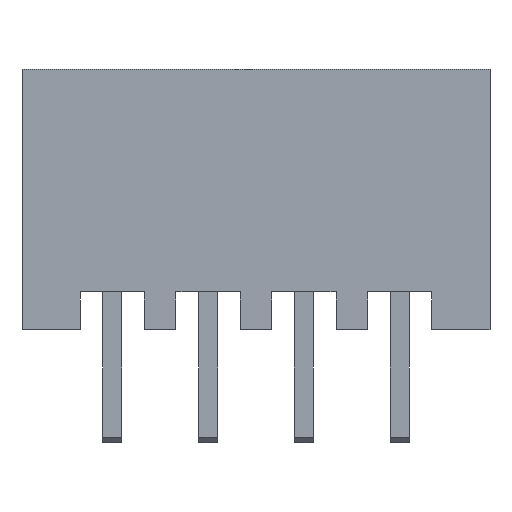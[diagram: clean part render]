
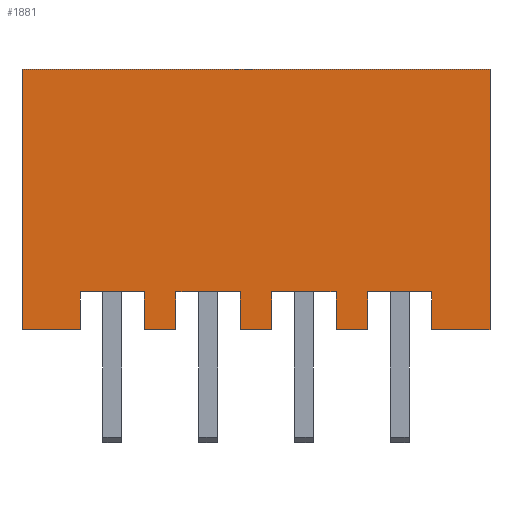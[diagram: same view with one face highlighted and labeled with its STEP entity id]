
A CAD part, left-side view. The second image highlights one B-rep face of the part: STEP entity #1881.
In plain terms, the highlighted planar face has unit normal (-1, 0, 0).
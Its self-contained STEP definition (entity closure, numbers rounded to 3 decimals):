
#123=FACE_OUTER_BOUND('',#223,.T.);
#223=EDGE_LOOP('',(#1645,#1646,#1647,#1648,#1649,#1650,#1651,#1652,#1653,
#1654,#1655,#1656,#1657,#1658,#1659,#1660,#1661,#1662,#1663,#1664));
#328=LINE('',#2657,#586);
#334=LINE('',#2669,#592);
#336=LINE('',#2672,#594);
#342=LINE('',#2686,#600);
#348=LINE('',#2698,#606);
#350=LINE('',#2701,#608);
#356=LINE('',#2715,#614);
#362=LINE('',#2727,#620);
#364=LINE('',#2730,#622);
#372=LINE('',#2747,#630);
#374=LINE('',#2753,#632);
#377=LINE('',#2758,#635);
#403=LINE('',#2810,#661);
#408=LINE('',#2819,#666);
#409=LINE('',#2821,#667);
#411=LINE('',#2824,#669);
#414=LINE('',#2828,#672);
#473=LINE('',#2946,#731);
#487=LINE('',#2973,#745);
#488=LINE('',#2974,#746);
#586=VECTOR('',#2180,10.);
#592=VECTOR('',#2188,10.);
#594=VECTOR('',#2192,10.);
#600=VECTOR('',#2200,10.);
#606=VECTOR('',#2208,10.);
#608=VECTOR('',#2212,10.);
#614=VECTOR('',#2220,10.);
#620=VECTOR('',#2228,10.);
#622=VECTOR('',#2232,10.);
#630=VECTOR('',#2242,10.);
#632=VECTOR('',#2246,10.);
#635=VECTOR('',#2251,10.);
#661=VECTOR('',#2295,10.);
#666=VECTOR('',#2302,10.);
#667=VECTOR('',#2305,10.);
#669=VECTOR('',#2309,10.);
#672=VECTOR('',#2314,10.);
#731=VECTOR('',#2411,10.);
#745=VECTOR('',#2443,10.);
#746=VECTOR('',#2444,10.);
#811=VERTEX_POINT('',#2653);
#813=VERTEX_POINT('',#2656);
#816=VERTEX_POINT('',#2663);
#818=VERTEX_POINT('',#2667);
#823=VERTEX_POINT('',#2682);
#825=VERTEX_POINT('',#2685);
#828=VERTEX_POINT('',#2692);
#830=VERTEX_POINT('',#2696);
#835=VERTEX_POINT('',#2711);
#837=VERTEX_POINT('',#2714);
#840=VERTEX_POINT('',#2721);
#842=VERTEX_POINT('',#2725);
#848=VERTEX_POINT('',#2741);
#850=VERTEX_POINT('',#2745);
#851=VERTEX_POINT('',#2749);
#853=VERTEX_POINT('',#2752);
#871=VERTEX_POINT('',#2809);
#874=VERTEX_POINT('',#2817);
#913=VERTEX_POINT('',#2943);
#914=VERTEX_POINT('',#2945);
#1016=EDGE_CURVE('',#813,#811,#328,.T.);
#1022=EDGE_CURVE('',#816,#818,#334,.T.);
#1024=EDGE_CURVE('',#818,#813,#336,.T.);
#1030=EDGE_CURVE('',#825,#823,#342,.T.);
#1036=EDGE_CURVE('',#828,#830,#348,.T.);
#1038=EDGE_CURVE('',#830,#825,#350,.T.);
#1044=EDGE_CURVE('',#837,#835,#356,.T.);
#1050=EDGE_CURVE('',#840,#842,#362,.T.);
#1052=EDGE_CURVE('',#842,#837,#364,.T.);
#1060=EDGE_CURVE('',#848,#850,#372,.T.);
#1062=EDGE_CURVE('',#853,#851,#374,.T.);
#1065=EDGE_CURVE('',#850,#853,#377,.T.);
#1091=EDGE_CURVE('',#848,#871,#403,.T.);
#1096=EDGE_CURVE('',#874,#835,#408,.T.);
#1097=EDGE_CURVE('',#828,#851,#409,.T.);
#1099=EDGE_CURVE('',#816,#823,#411,.T.);
#1102=EDGE_CURVE('',#840,#811,#414,.T.);
#1161=EDGE_CURVE('',#913,#914,#473,.T.);
#1175=EDGE_CURVE('',#874,#914,#487,.T.);
#1176=EDGE_CURVE('',#871,#913,#488,.T.);
#1645=ORIENTED_EDGE('',*,*,#1016,.T.);
#1646=ORIENTED_EDGE('',*,*,#1102,.F.);
#1647=ORIENTED_EDGE('',*,*,#1050,.T.);
#1648=ORIENTED_EDGE('',*,*,#1052,.T.);
#1649=ORIENTED_EDGE('',*,*,#1044,.T.);
#1650=ORIENTED_EDGE('',*,*,#1096,.F.);
#1651=ORIENTED_EDGE('',*,*,#1175,.T.);
#1652=ORIENTED_EDGE('',*,*,#1161,.F.);
#1653=ORIENTED_EDGE('',*,*,#1176,.F.);
#1654=ORIENTED_EDGE('',*,*,#1091,.F.);
#1655=ORIENTED_EDGE('',*,*,#1060,.T.);
#1656=ORIENTED_EDGE('',*,*,#1065,.T.);
#1657=ORIENTED_EDGE('',*,*,#1062,.T.);
#1658=ORIENTED_EDGE('',*,*,#1097,.F.);
#1659=ORIENTED_EDGE('',*,*,#1036,.T.);
#1660=ORIENTED_EDGE('',*,*,#1038,.T.);
#1661=ORIENTED_EDGE('',*,*,#1030,.T.);
#1662=ORIENTED_EDGE('',*,*,#1099,.F.);
#1663=ORIENTED_EDGE('',*,*,#1022,.T.);
#1664=ORIENTED_EDGE('',*,*,#1024,.T.);
#1785=PLANE('',#1995);
#1881=ADVANCED_FACE('',(#123),#1785,.T.);
#1995=AXIS2_PLACEMENT_3D('',#2972,#2441,#2442);
#2180=DIRECTION('',(0.,0.,-1.));
#2188=DIRECTION('',(0.,0.,1.));
#2192=DIRECTION('',(0.,-1.,0.));
#2200=DIRECTION('',(0.,0.,-1.));
#2208=DIRECTION('',(0.,0.,1.));
#2212=DIRECTION('',(0.,-1.,0.));
#2220=DIRECTION('',(0.,0.,-1.));
#2228=DIRECTION('',(0.,0.,1.));
#2232=DIRECTION('',(0.,-1.,0.));
#2242=DIRECTION('',(0.,0.,1.));
#2246=DIRECTION('',(0.,0.,-1.));
#2251=DIRECTION('',(0.,-1.,0.));
#2295=DIRECTION('',(0.,1.,0.));
#2302=DIRECTION('',(0.,1.,0.));
#2305=DIRECTION('',(0.,1.,0.));
#2309=DIRECTION('',(0.,1.,0.));
#2314=DIRECTION('',(0.,1.,0.));
#2411=DIRECTION('',(0.,-1.,0.));
#2441=DIRECTION('center_axis',(-1.,0.,0.));
#2442=DIRECTION('ref_axis',(0.,-1.,0.));
#2443=DIRECTION('',(0.,0.,1.));
#2444=DIRECTION('',(0.,0.,1.));
#2653=CARTESIAN_POINT('',(-2.5,-2.12,0.));
#2656=CARTESIAN_POINT('',(-2.5,-2.12,1.));
#2657=CARTESIAN_POINT('',(-2.5,-2.12,0.));
#2663=CARTESIAN_POINT('',(-2.5,-0.42,0.));
#2667=CARTESIAN_POINT('',(-2.5,-0.42,1.));
#2669=CARTESIAN_POINT('',(-2.5,-0.42,0.));
#2672=CARTESIAN_POINT('',(-2.5,2.465,1.));
#2682=CARTESIAN_POINT('',(-2.5,0.42,0.));
#2685=CARTESIAN_POINT('',(-2.5,0.42,1.));
#2686=CARTESIAN_POINT('',(-2.5,0.42,0.));
#2692=CARTESIAN_POINT('',(-2.5,2.12,0.));
#2696=CARTESIAN_POINT('',(-2.5,2.12,1.));
#2698=CARTESIAN_POINT('',(-2.5,2.12,0.));
#2701=CARTESIAN_POINT('',(-2.5,3.735,1.));
#2711=CARTESIAN_POINT('',(-2.5,-4.66,0.));
#2714=CARTESIAN_POINT('',(-2.5,-4.66,1.));
#2715=CARTESIAN_POINT('',(-2.5,-4.66,0.));
#2721=CARTESIAN_POINT('',(-2.5,-2.96,0.));
#2725=CARTESIAN_POINT('',(-2.5,-2.96,1.));
#2727=CARTESIAN_POINT('',(-2.5,-2.96,0.));
#2730=CARTESIAN_POINT('',(-2.5,1.195,1.));
#2741=CARTESIAN_POINT('',(-2.5,4.66,0.));
#2745=CARTESIAN_POINT('',(-2.5,4.66,1.));
#2747=CARTESIAN_POINT('',(-2.5,4.66,0.));
#2749=CARTESIAN_POINT('',(-2.5,2.96,0.));
#2752=CARTESIAN_POINT('',(-2.5,2.96,1.));
#2753=CARTESIAN_POINT('',(-2.5,2.96,0.));
#2758=CARTESIAN_POINT('',(-2.5,5.005,1.));
#2809=CARTESIAN_POINT('',(-2.5,6.2,0.));
#2810=CARTESIAN_POINT('',(-2.5,-6.2,0.));
#2817=CARTESIAN_POINT('',(-2.5,-6.2,0.));
#2819=CARTESIAN_POINT('',(-2.5,-6.2,0.));
#2821=CARTESIAN_POINT('',(-2.5,-6.2,0.));
#2824=CARTESIAN_POINT('',(-2.5,-6.2,0.));
#2828=CARTESIAN_POINT('',(-2.5,-6.2,0.));
#2943=CARTESIAN_POINT('',(-2.5,6.2,6.9));
#2945=CARTESIAN_POINT('',(-2.5,-6.2,6.9));
#2946=CARTESIAN_POINT('',(-2.5,6.2,6.9));
#2972=CARTESIAN_POINT('Origin',(-2.5,6.2,0.));
#2973=CARTESIAN_POINT('',(-2.5,-6.2,0.));
#2974=CARTESIAN_POINT('',(-2.5,6.2,0.));
